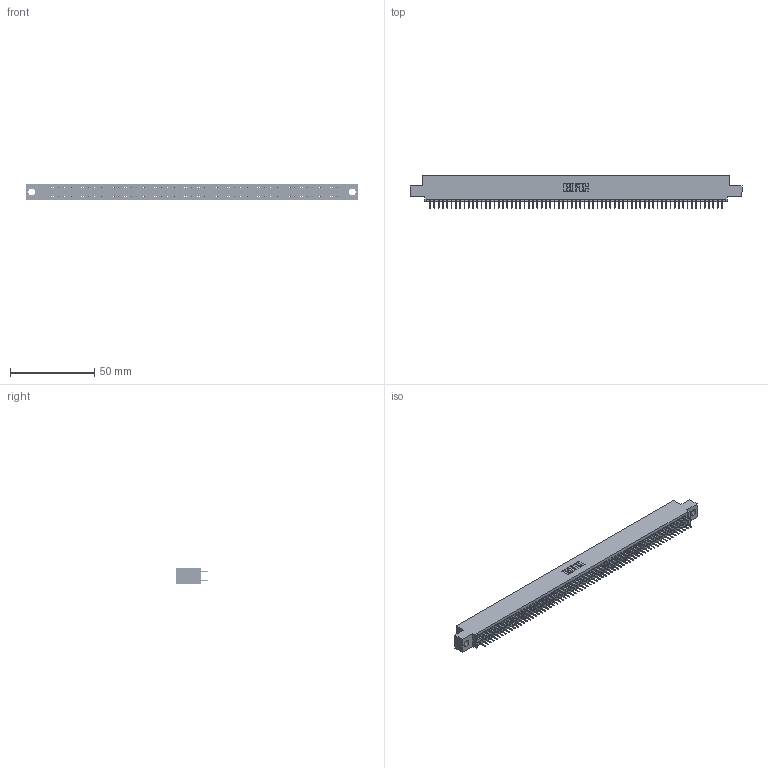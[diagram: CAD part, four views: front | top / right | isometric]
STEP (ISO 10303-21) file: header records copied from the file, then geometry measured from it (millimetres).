
FILE_DESCRIPTION (( 'STEP AP203' ), '1' );
FILE_NAME ('345-138-524-504.STEP', '2018-10-20T18:13:17', ( '' ), ( '' ), 'SwSTEP 2.0', 'SolidWorks 2016', '' );
FILE_SCHEMA (( 'CONFIG_CONTROL_DESIGN' ));
Length unit declared in the file: inch
Products named in the file (3): 345-292-001_345-293-124; 345 Part_0.110 Offset - 0.156 Dia-TH; 345-138-524-504
Assembly tree (139 placements, depth 2):
  345-138-524-504
    345 Part_0.110 Offset - 0.156 Dia-TH
    345-292-001_345-293-124  x138
Bounding box: 196.47 x 19.35 x 9.4 mm (x, y, z)
Volume: 18965.8 mm3; surface area: 27914.2 mm2
Topology: 139 solids, 139 shells, 7582 faces, 21467 edges, 13758 vertices
Faces by surface type: plane 5466, cylinder 2116
Entity records: 50713 total; most frequent: CARTESIAN_POINT 8476, ORIENTED_EDGE 8410, DIRECTION 7441, EDGE_CURVE 4205, VECTOR 3801, LINE 3801, VERTEX_POINT 2798, AXIS2_PLACEMENT_3D 1820
